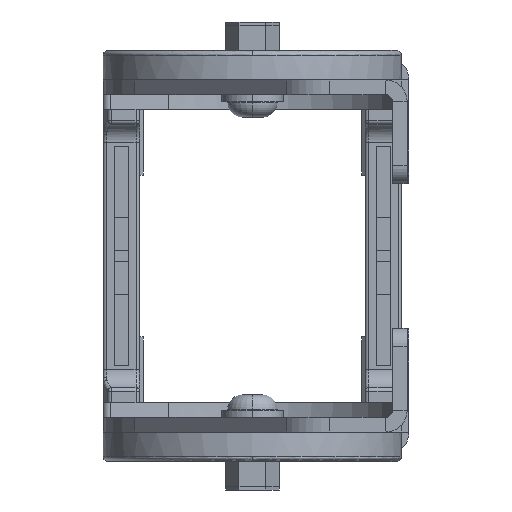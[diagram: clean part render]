
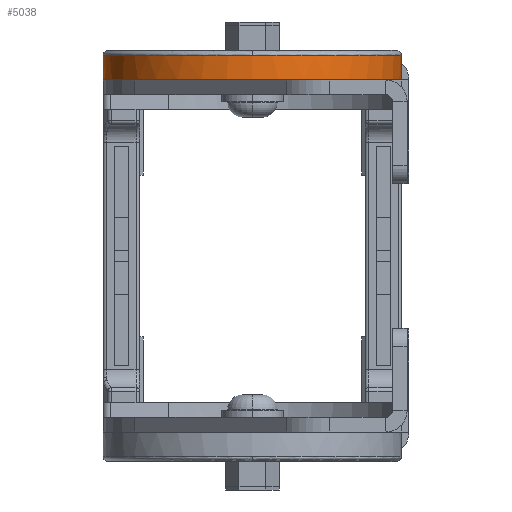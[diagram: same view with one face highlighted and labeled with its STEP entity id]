
A CAD part, left-side view. The second image highlights one B-rep face of the part: STEP entity #5038.
In plain terms, the highlighted cylindrical face has radius 41.013 mm (diameter 82.026 mm), a partial arc.
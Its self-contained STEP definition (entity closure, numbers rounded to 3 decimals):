
#463 = CARTESIAN_POINT ( 'NONE',  ( -84.269, 0.097, -80.105 ) ) ;
#1121 =( BOUNDED_CURVE ( )  B_SPLINE_CURVE ( 3, ( #463, #47396, #31886, #19917 ),
 .UNSPECIFIED., .F., .F. ) 
 B_SPLINE_CURVE_WITH_KNOTS ( ( 4, 4 ),
 ( 0.5, 1. ),
 .UNSPECIFIED. ) 
 CURVE ( )  GEOMETRIC_REPRESENTATION_ITEM ( )  RATIONAL_B_SPLINE_CURVE ( ( 0.5, 0.5, 0.667, 1. ) ) 
 REPRESENTATION_ITEM ( '' )  );
#2062 = EDGE_LOOP ( 'NONE', ( #32733, #7903, #14884, #49860, #16161 ) ) ;
#3761 = CARTESIAN_POINT ( 'NONE',  ( -43.256, -40.916, -80.105 ) ) ;
#3965 = AXIS2_PLACEMENT_3D ( 'NONE', #28404, #40589, #32558 ) ;
#5038 = ADVANCED_FACE ( 'NONE', ( #44611 ), #30936, .T. ) ;
#6751 = EDGE_CURVE ( 'NONE', #17508, #13981, #16738, .T. ) ;
#6762 = CARTESIAN_POINT ( 'NONE',  ( -43.256, 0.097, -95.055 ) ) ;
#7190 = DIRECTION ( 'NONE',  ( 0., 0., 1. ) ) ;
#7267 = CARTESIAN_POINT ( 'NONE',  ( -43.256, 41.11, -80.105 ) ) ;
#7903 = ORIENTED_EDGE ( 'NONE', *, *, #41614, .T. ) ;
#10699 = DIRECTION ( 'NONE',  ( 0., -1., 0. ) ) ;
#13656 = EDGE_CURVE ( 'NONE', #44100, #17508, #14084, .T. ) ;
#13981 = VERTEX_POINT ( 'NONE', #3761 ) ;
#14084 = CIRCLE ( 'NONE', #3965, 41.013 ) ;
#14416 = EDGE_CURVE ( 'NONE', #25488, #48716, #1121, .T. ) ;
#14884 = ORIENTED_EDGE ( 'NONE', *, *, #14416, .T. ) ;
#16161 = ORIENTED_EDGE ( 'NONE', *, *, #13656, .T. ) ;
#16464 = CARTESIAN_POINT ( 'NONE',  ( -43.256, 41.11, -95.055 ) ) ;
#16738 = LINE ( 'NONE', #30747, #26038 ) ;
#17508 = VERTEX_POINT ( 'NONE', #37608 ) ;
#17597 = CARTESIAN_POINT ( 'NONE',  ( -84.269, 0.097, -80.105 ) ) ;
#17896 = CARTESIAN_POINT ( 'NONE',  ( -84.269, 0.097, -80.105 ) ) ;
#18081 = CARTESIAN_POINT ( 'NONE',  ( -43.256, -40.916, -80.105 ) ) ;
#19907 = DIRECTION ( 'NONE',  ( 0., 0., 1. ) ) ;
#19917 = CARTESIAN_POINT ( 'NONE',  ( -43.256, 41.11, -80.105 ) ) ;
#25488 = VERTEX_POINT ( 'NONE', #17597 ) ;
#25849 = LINE ( 'NONE', #16464, #33924 ) ;
#26038 = VECTOR ( 'NONE', #7190, 1000. ) ;
#28404 = CARTESIAN_POINT ( 'NONE',  ( -43.256, 0.097, -86.955 ) ) ;
#30747 = CARTESIAN_POINT ( 'NONE',  ( -43.256, -40.916, -95.055 ) ) ;
#30936 = CYLINDRICAL_SURFACE ( 'NONE', #34420, 41.013 ) ;
#31262 = EDGE_CURVE ( 'NONE', #44100, #48716, #25849, .T. ) ;
#31886 = CARTESIAN_POINT ( 'NONE',  ( -63.762, 41.11, -80.105 ) ) ;
#32558 = DIRECTION ( 'NONE',  ( -1., 0., 0. ) ) ;
#32733 = ORIENTED_EDGE ( 'NONE', *, *, #6751, .T. ) ;
#33924 = VECTOR ( 'NONE', #19907, 1000. ) ;
#34420 = AXIS2_PLACEMENT_3D ( 'NONE', #6762, #50967, #10699 ) ;
#37608 = CARTESIAN_POINT ( 'NONE',  ( -43.256, -40.916, -86.955 ) ) ;
#38173 =( BOUNDED_CURVE ( )  B_SPLINE_CURVE ( 3, ( #18081, #41887, #41714, #17896 ),
 .UNSPECIFIED., .F., .T. ) 
 B_SPLINE_CURVE_WITH_KNOTS ( ( 4, 4 ),
 ( 0., 0.5 ),
 .UNSPECIFIED. ) 
 CURVE ( )  GEOMETRIC_REPRESENTATION_ITEM ( )  RATIONAL_B_SPLINE_CURVE ( ( 1., 0.667, 0.5, 0.5 ) ) 
 REPRESENTATION_ITEM ( '' )  );
#40589 = DIRECTION ( 'NONE',  ( 0., 0., 1. ) ) ;
#41614 = EDGE_CURVE ( 'NONE', #13981, #25488, #38173, .T. ) ;
#41714 = CARTESIAN_POINT ( 'NONE',  ( -84.269, -27.245, -80.105 ) ) ;
#41887 = CARTESIAN_POINT ( 'NONE',  ( -63.762, -40.916, -80.105 ) ) ;
#44100 = VERTEX_POINT ( 'NONE', #49971 ) ;
#44611 = FACE_OUTER_BOUND ( 'NONE', #2062, .T. ) ;
#47396 = CARTESIAN_POINT ( 'NONE',  ( -84.269, 27.439, -80.105 ) ) ;
#48716 = VERTEX_POINT ( 'NONE', #7267 ) ;
#49860 = ORIENTED_EDGE ( 'NONE', *, *, #31262, .F. ) ;
#49971 = CARTESIAN_POINT ( 'NONE',  ( -43.256, 41.11, -86.955 ) ) ;
#50967 = DIRECTION ( 'NONE',  ( 0., 0., 1. ) ) ;
